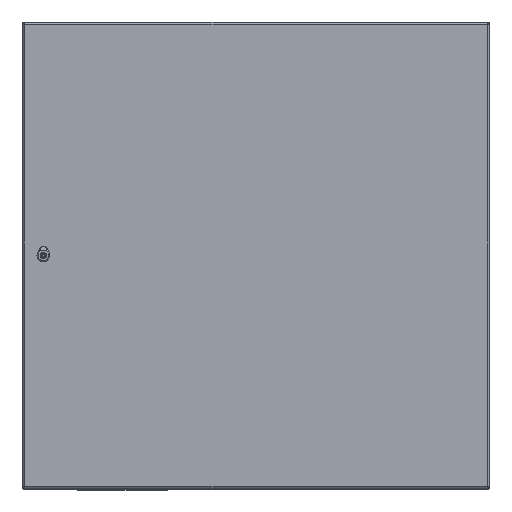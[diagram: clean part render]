
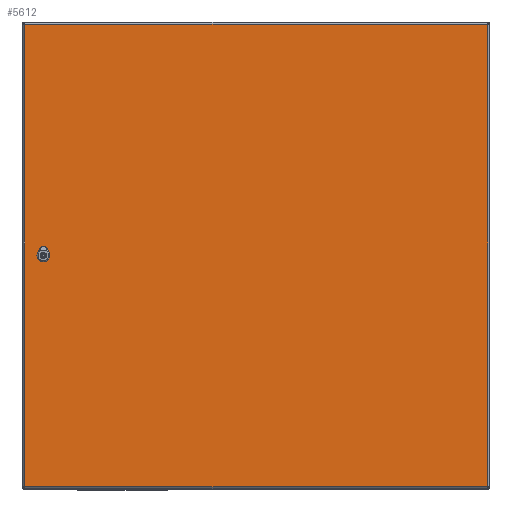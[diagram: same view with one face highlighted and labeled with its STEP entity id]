
A CAD part, top view. The second image highlights one B-rep face of the part: STEP entity #5612.
In plain terms, the highlighted face is planar.
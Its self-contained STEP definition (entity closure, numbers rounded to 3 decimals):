
#3108=FACE_BOUND('',#7962,.T.);
#3109=FACE_BOUND('',#7963,.T.);
#4768=CIRCLE('',#20386,11.25);
#4769=CIRCLE('',#20387,11.25);
#4770=CIRCLE('',#20388,11.25);
#4771=CIRCLE('',#20389,11.25);
#4772=CIRCLE('',#20390,1.);
#4773=CIRCLE('',#20391,1.);
#4774=CIRCLE('',#20392,1.);
#4775=CIRCLE('',#20393,1.);
#5612=ADVANCED_FACE('',(#3108,#3109),#6203,.F.);
#6203=PLANE('',#20394);
#7962=EDGE_LOOP('',(#10717,#10718,#10719,#10720,#10721,#10722,#10723,#10724));
#7963=EDGE_LOOP('',(#10725,#10726,#10727,#10728,#10729,#10730,#10731,#10732));
#10717=ORIENTED_EDGE('',*,*,#16232,.T.);
#10718=ORIENTED_EDGE('',*,*,#16233,.T.);
#10719=ORIENTED_EDGE('',*,*,#16234,.T.);
#10720=ORIENTED_EDGE('',*,*,#16235,.T.);
#10721=ORIENTED_EDGE('',*,*,#16236,.T.);
#10722=ORIENTED_EDGE('',*,*,#16237,.T.);
#10723=ORIENTED_EDGE('',*,*,#16238,.T.);
#10724=ORIENTED_EDGE('',*,*,#16239,.T.);
#10725=ORIENTED_EDGE('',*,*,#16240,.F.);
#10726=ORIENTED_EDGE('',*,*,#16241,.F.);
#10727=ORIENTED_EDGE('',*,*,#16242,.F.);
#10728=ORIENTED_EDGE('',*,*,#16243,.F.);
#10729=ORIENTED_EDGE('',*,*,#16244,.F.);
#10730=ORIENTED_EDGE('',*,*,#16245,.F.);
#10731=ORIENTED_EDGE('',*,*,#16246,.F.);
#10732=ORIENTED_EDGE('',*,*,#16247,.F.);
#14345=VERTEX_POINT('',#29114);
#14346=VERTEX_POINT('',#29115);
#14347=VERTEX_POINT('',#29117);
#14348=VERTEX_POINT('',#29119);
#14349=VERTEX_POINT('',#29121);
#14350=VERTEX_POINT('',#29123);
#14351=VERTEX_POINT('',#29125);
#14352=VERTEX_POINT('',#29127);
#14353=VERTEX_POINT('',#29130);
#14354=VERTEX_POINT('',#29131);
#14355=VERTEX_POINT('',#29133);
#14356=VERTEX_POINT('',#29135);
#14357=VERTEX_POINT('',#29137);
#14358=VERTEX_POINT('',#29139);
#14359=VERTEX_POINT('',#29141);
#14360=VERTEX_POINT('',#29143);
#16232=EDGE_CURVE('',#14345,#14346,#17783,.T.);
#16233=EDGE_CURVE('',#14346,#14347,#4768,.T.);
#16234=EDGE_CURVE('',#14347,#14348,#17784,.T.);
#16235=EDGE_CURVE('',#14348,#14349,#4769,.T.);
#16236=EDGE_CURVE('',#14349,#14350,#17785,.T.);
#16237=EDGE_CURVE('',#14350,#14351,#4770,.T.);
#16238=EDGE_CURVE('',#14351,#14352,#17786,.T.);
#16239=EDGE_CURVE('',#14352,#14345,#4771,.T.);
#16240=EDGE_CURVE('',#14353,#14354,#4772,.T.);
#16241=EDGE_CURVE('',#14355,#14353,#17787,.T.);
#16242=EDGE_CURVE('',#14356,#14355,#4773,.T.);
#16243=EDGE_CURVE('',#14357,#14356,#17788,.T.);
#16244=EDGE_CURVE('',#14358,#14357,#4774,.T.);
#16245=EDGE_CURVE('',#14359,#14358,#17789,.T.);
#16246=EDGE_CURVE('',#14360,#14359,#4775,.T.);
#16247=EDGE_CURVE('',#14354,#14360,#17790,.T.);
#17783=LINE('',#29113,#18694);
#17784=LINE('',#29118,#18695);
#17785=LINE('',#29122,#18696);
#17786=LINE('',#29126,#18697);
#17787=LINE('',#29132,#18698);
#17788=LINE('',#29136,#18699);
#17789=LINE('',#29140,#18700);
#17790=LINE('',#29144,#18701);
#18694=VECTOR('',#24022,1.);
#18695=VECTOR('',#24025,1.);
#18696=VECTOR('',#24028,1.);
#18697=VECTOR('',#24031,1.);
#18698=VECTOR('',#24036,1.);
#18699=VECTOR('',#24039,1.);
#18700=VECTOR('',#24042,1.);
#18701=VECTOR('',#24045,1.);
#20386=AXIS2_PLACEMENT_3D('',#29116,#24023,#24024);
#20387=AXIS2_PLACEMENT_3D('',#29120,#24026,#24027);
#20388=AXIS2_PLACEMENT_3D('',#29124,#24029,#24030);
#20389=AXIS2_PLACEMENT_3D('',#29128,#24032,#24033);
#20390=AXIS2_PLACEMENT_3D('',#29129,#24034,#24035);
#20391=AXIS2_PLACEMENT_3D('',#29134,#24037,#24038);
#20392=AXIS2_PLACEMENT_3D('',#29138,#24040,#24041);
#20393=AXIS2_PLACEMENT_3D('',#29142,#24043,#24044);
#20394=AXIS2_PLACEMENT_3D('',#29145,#24046,#24047);
#24022=DIRECTION('',(-1.,0.,0.));
#24023=DIRECTION('',(0.,0.,1.));
#24024=DIRECTION('',(1.,0.,0.));
#24025=DIRECTION('',(0.,-1.,0.));
#24026=DIRECTION('',(0.,0.,1.));
#24027=DIRECTION('',(1.,0.,0.));
#24028=DIRECTION('',(1.,0.,0.));
#24029=DIRECTION('',(0.,0.,1.));
#24030=DIRECTION('',(1.,0.,0.));
#24031=DIRECTION('',(0.,1.,0.));
#24032=DIRECTION('',(0.,0.,1.));
#24033=DIRECTION('',(1.,0.,0.));
#24034=DIRECTION('',(0.,0.,1.));
#24035=DIRECTION('',(1.,0.,0.));
#24036=DIRECTION('',(0.,-1.,0.));
#24037=DIRECTION('',(0.,0.,1.));
#24038=DIRECTION('',(1.,0.,0.));
#24039=DIRECTION('',(-1.,0.,0.));
#24040=DIRECTION('',(0.,0.,1.));
#24041=DIRECTION('',(1.,0.,0.));
#24042=DIRECTION('',(0.,1.,0.));
#24043=DIRECTION('',(0.,0.,1.));
#24044=DIRECTION('',(1.,0.,0.));
#24045=DIRECTION('',(1.,0.,0.));
#24046=DIRECTION('',(0.,0.,1.));
#24047=DIRECTION('',(1.,0.,0.));
#29113=CARTESIAN_POINT('',(-593.75,10.2,0.));
#29114=CARTESIAN_POINT('',(550.996,10.2,0.));
#29115=CARTESIAN_POINT('',(541.504,10.2,0.));
#29116=CARTESIAN_POINT('',(546.25,0.,0.));
#29117=CARTESIAN_POINT('',(536.05,4.746,0.));
#29118=CARTESIAN_POINT('',(536.05,593.,0.));
#29119=CARTESIAN_POINT('',(536.05,-4.746,0.));
#29120=CARTESIAN_POINT('',(546.25,0.,0.));
#29121=CARTESIAN_POINT('',(541.504,-10.2,0.));
#29122=CARTESIAN_POINT('',(-593.75,-10.2,0.));
#29123=CARTESIAN_POINT('',(550.996,-10.2,0.));
#29124=CARTESIAN_POINT('',(546.25,0.,0.));
#29125=CARTESIAN_POINT('',(556.45,-4.746,0.));
#29126=CARTESIAN_POINT('',(556.45,593.,0.));
#29127=CARTESIAN_POINT('',(556.45,4.746,0.));
#29128=CARTESIAN_POINT('',(546.25,0.,0.));
#29129=CARTESIAN_POINT('',(-593.75,-593.,0.));
#29130=CARTESIAN_POINT('',(-594.75,-593.,0.));
#29131=CARTESIAN_POINT('',(-593.75,-594.,0.));
#29132=CARTESIAN_POINT('',(-594.75,593.,0.));
#29133=CARTESIAN_POINT('',(-594.75,593.,0.));
#29134=CARTESIAN_POINT('',(-593.75,593.,0.));
#29135=CARTESIAN_POINT('',(-593.75,594.,0.));
#29136=CARTESIAN_POINT('',(593.75,594.,0.));
#29137=CARTESIAN_POINT('',(593.75,594.,0.));
#29138=CARTESIAN_POINT('',(593.75,593.,0.));
#29139=CARTESIAN_POINT('',(594.75,593.,0.));
#29140=CARTESIAN_POINT('',(594.75,-593.,0.));
#29141=CARTESIAN_POINT('',(594.75,-593.,0.));
#29142=CARTESIAN_POINT('',(593.75,-593.,0.));
#29143=CARTESIAN_POINT('',(593.75,-594.,0.));
#29144=CARTESIAN_POINT('',(-593.75,-594.,0.));
#29145=CARTESIAN_POINT('',(-593.75,593.,0.));
